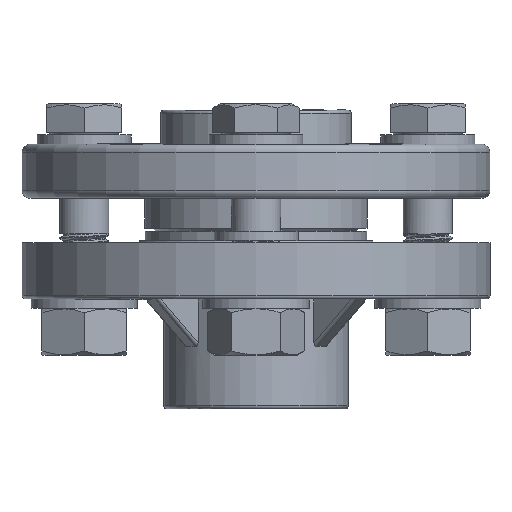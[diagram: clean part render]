
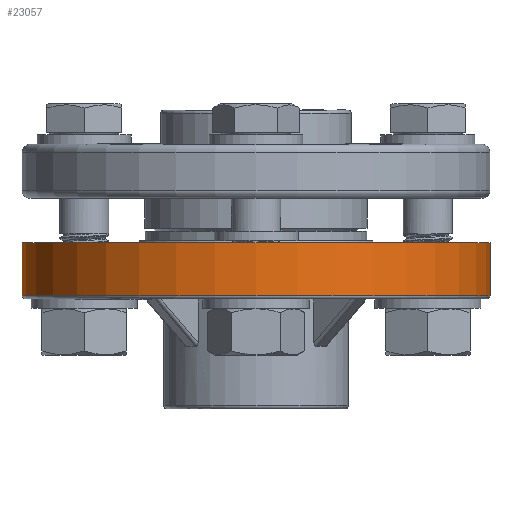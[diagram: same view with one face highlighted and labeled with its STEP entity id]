
A CAD part, front view. The second image highlights one B-rep face of the part: STEP entity #23057.
In plain terms, the highlighted cylindrical face has radius 74.9 mm (diameter 149.8 mm), a full revolution.
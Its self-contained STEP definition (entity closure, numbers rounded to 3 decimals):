
#817=CYLINDRICAL_SURFACE('',#24660,74.9);
#2601=LINE('',#35664,#4607);
#4607=VECTOR('',#27442,74.9);
#6448=FACE_OUTER_BOUND('',#7823,.T.);
#7823=EDGE_LOOP('',(#17366,#17367,#17368,#17369));
#9066=CIRCLE('',#24661,74.9);
#9067=CIRCLE('',#24662,74.9);
#10147=VERTEX_POINT('',#35661);
#10148=VERTEX_POINT('',#35663);
#12829=EDGE_CURVE('',#10147,#10147,#9066,.T.);
#12830=EDGE_CURVE('',#10147,#10148,#2601,.T.);
#12831=EDGE_CURVE('',#10148,#10148,#9067,.T.);
#17366=ORIENTED_EDGE('',*,*,#12829,.T.);
#17367=ORIENTED_EDGE('',*,*,#12830,.T.);
#17368=ORIENTED_EDGE('',*,*,#12831,.T.);
#17369=ORIENTED_EDGE('',*,*,#12830,.F.);
#23057=ADVANCED_FACE('',(#6448),#817,.T.);
#24660=AXIS2_PLACEMENT_3D('',#35660,#27438,#27439);
#24661=AXIS2_PLACEMENT_3D('',#35662,#27440,#27441);
#24662=AXIS2_PLACEMENT_3D('',#35665,#27443,#27444);
#27438=DIRECTION('center_axis',(0.,0.,-1.));
#27439=DIRECTION('ref_axis',(1.,0.,0.));
#27440=DIRECTION('center_axis',(0.,0.,1.));
#27441=DIRECTION('ref_axis',(1.,0.,0.));
#27442=DIRECTION('',(0.,0.,1.));
#27443=DIRECTION('center_axis',(0.,0.,-1.));
#27444=DIRECTION('ref_axis',(1.,0.,0.));
#35660=CARTESIAN_POINT('Origin',(345.,0.,38.));
#35661=CARTESIAN_POINT('',(270.1,0.,21.));
#35662=CARTESIAN_POINT('Origin',(345.,0.,21.));
#35663=CARTESIAN_POINT('',(270.1,0.,38.));
#35664=CARTESIAN_POINT('',(270.1,0.,38.));
#35665=CARTESIAN_POINT('Origin',(345.,0.,38.));
